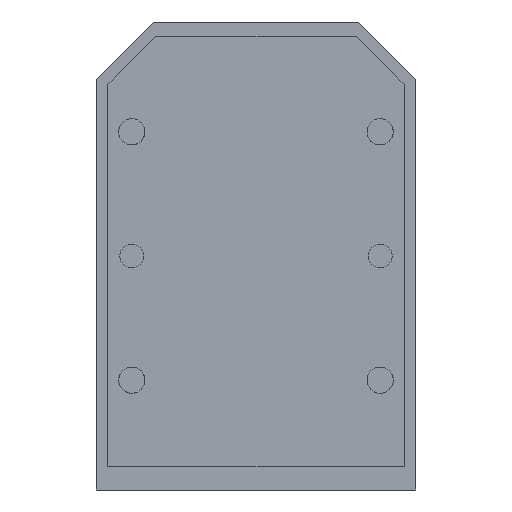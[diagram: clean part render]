
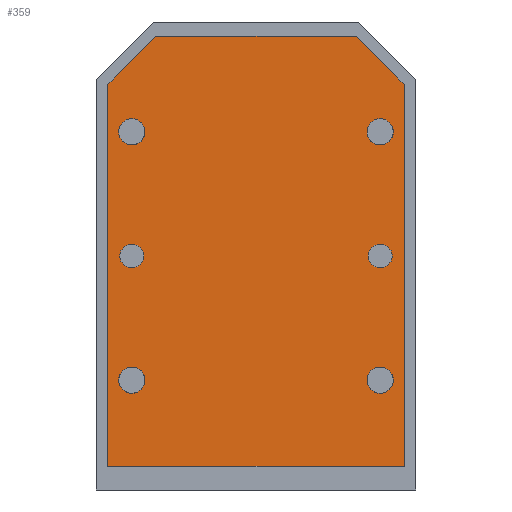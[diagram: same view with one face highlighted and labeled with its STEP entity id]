
A CAD part, left-side view. The second image highlights one B-rep face of the part: STEP entity #359.
In plain terms, the highlighted planar face has unit normal (-1, 0, 0).
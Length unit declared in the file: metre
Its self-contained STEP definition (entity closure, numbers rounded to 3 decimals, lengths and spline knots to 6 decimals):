
#359 = ADVANCED_FACE( '', ( #811, #812, #813, #814, #815, #816, #817 ), #818, .F. );
#811 = FACE_BOUND( '', #1311, .T. );
#812 = FACE_BOUND( '', #1312, .T. );
#813 = FACE_BOUND( '', #1313, .T. );
#814 = FACE_BOUND( '', #1314, .T. );
#815 = FACE_BOUND( '', #1315, .T. );
#816 = FACE_BOUND( '', #1316, .T. );
#817 = FACE_OUTER_BOUND( '', #1317, .T. );
#818 = PLANE( '', #1318 );
#1311 = EDGE_LOOP( '', ( #2109 ) );
#1312 = EDGE_LOOP( '', ( #2110 ) );
#1313 = EDGE_LOOP( '', ( #2111 ) );
#1314 = EDGE_LOOP( '', ( #2112 ) );
#1315 = EDGE_LOOP( '', ( #2113 ) );
#1316 = EDGE_LOOP( '', ( #2114 ) );
#1317 = EDGE_LOOP( '', ( #2115, #2116, #2117, #2118, #2119, #2120 ) );
#1318 = AXIS2_PLACEMENT_3D( '', #2121, #2122, #2123 );
#2109 = ORIENTED_EDGE( '', *, *, #2552, .T. );
#2110 = ORIENTED_EDGE( '', *, *, #2575, .T. );
#2111 = ORIENTED_EDGE( '', *, *, #2493, .T. );
#2112 = ORIENTED_EDGE( '', *, *, #2536, .T. );
#2113 = ORIENTED_EDGE( '', *, *, #2333, .T. );
#2114 = ORIENTED_EDGE( '', *, *, #2576, .T. );
#2115 = ORIENTED_EDGE( '', *, *, #2577, .F. );
#2116 = ORIENTED_EDGE( '', *, *, #2578, .F. );
#2117 = ORIENTED_EDGE( '', *, *, #2456, .F. );
#2118 = ORIENTED_EDGE( '', *, *, #2433, .F. );
#2119 = ORIENTED_EDGE( '', *, *, #2318, .F. );
#2120 = ORIENTED_EDGE( '', *, *, #2438, .F. );
#2121 = CARTESIAN_POINT( '', ( -0.12, 0.031, 0.095 ) );
#2122 = DIRECTION( '', ( 1., 0., 0. ) );
#2123 = DIRECTION( '', ( 0., -0.707, 0.707 ) );
#2318 = EDGE_CURVE( '', #2658, #2660, #2661, .T. );
#2333 = EDGE_CURVE( '', #2683, #2683, #2684, .T. );
#2433 = EDGE_CURVE( '', #2660, #2835, #2836, .T. );
#2438 = EDGE_CURVE( '', #2841, #2658, #2843, .T. );
#2456 = EDGE_CURVE( '', #2835, #2870, #2871, .T. );
#2493 = EDGE_CURVE( '', #2924, #2924, #2925, .T. );
#2536 = EDGE_CURVE( '', #2983, #2983, #2984, .T. );
#2552 = EDGE_CURVE( '', #3002, #3002, #3003, .T. );
#2575 = EDGE_CURVE( '', #3031, #3031, #3032, .T. );
#2576 = EDGE_CURVE( '', #3033, #3033, #3034, .T. );
#2577 = EDGE_CURVE( '', #3035, #2841, #3036, .T. );
#2578 = EDGE_CURVE( '', #2870, #3035, #3037, .T. );
#2658 = VERTEX_POINT( '', #3131 );
#2660 = VERTEX_POINT( '', #3134 );
#2661 = LINE( '', #3135, #3136 );
#2683 = VERTEX_POINT( '', #3163 );
#2684 = CIRCLE( '', #3164, 0.00275 );
#2835 = VERTEX_POINT( '', #3342 );
#2836 = LINE( '', #3343, #3344 );
#2841 = VERTEX_POINT( '', #3351 );
#2843 = LINE( '', #3354, #3355 );
#2870 = VERTEX_POINT( '', #3384 );
#2871 = LINE( '', #3385, #3386 );
#2924 = VERTEX_POINT( '', #3445 );
#2925 = CIRCLE( '', #3446, 0.00275 );
#2983 = VERTEX_POINT( '', #3511 );
#2984 = CIRCLE( '', #3512, 0.00275 );
#3002 = VERTEX_POINT( '', #3533 );
#3003 = CIRCLE( '', #3534, 0.00251 );
#3031 = VERTEX_POINT( '', #3568 );
#3032 = CIRCLE( '', #3569, 0.00251 );
#3033 = VERTEX_POINT( '', #3570 );
#3034 = CIRCLE( '', #3571, 0.00275 );
#3035 = VERTEX_POINT( '', #3572 );
#3036 = LINE( '', #3573, #3574 );
#3037 = LINE( '', #3575, #3576 );
#3131 = CARTESIAN_POINT( '', ( -0.12, 0.021, 0.095 ) );
#3134 = CARTESIAN_POINT( '', ( -0.12, -0.021, 0.095 ) );
#3135 = CARTESIAN_POINT( '', ( -0.12, 0.021, 0.095 ) );
#3136 = VECTOR( '', #3660, 1. );
#3163 = CARTESIAN_POINT( '', ( -0.12, -0.024055, 0.076945 ) );
#3164 = AXIS2_PLACEMENT_3D( '', #3678, #3679, #3680 );
#3342 = CARTESIAN_POINT( '', ( -0.12, -0.031, 0.085 ) );
#3343 = CARTESIAN_POINT( '', ( -0.12, -0.021, 0.095 ) );
#3344 = VECTOR( '', #3816, 1. );
#3351 = CARTESIAN_POINT( '', ( -0.12, 0.031, 0.085 ) );
#3354 = CARTESIAN_POINT( '', ( -0.12, 0.031, 0.085 ) );
#3355 = VECTOR( '', #3820, 1. );
#3384 = CARTESIAN_POINT( '', ( -0.12, -0.031, 0.005 ) );
#3385 = CARTESIAN_POINT( '', ( -0.12, -0.031, 0.085 ) );
#3386 = VECTOR( '', #3847, 1. );
#3445 = CARTESIAN_POINT( '', ( -0.12, 0.027945, 0.024945 ) );
#3446 = AXIS2_PLACEMENT_3D( '', #3899, #3900, #3901 );
#3511 = CARTESIAN_POINT( '', ( -0.12, -0.024055, 0.024945 ) );
#3512 = AXIS2_PLACEMENT_3D( '', #3957, #3958, #3959 );
#3533 = CARTESIAN_POINT( '', ( -0.12, -0.024225, 0.050775 ) );
#3534 = AXIS2_PLACEMENT_3D( '', #3969, #3970, #3971 );
#3568 = CARTESIAN_POINT( '', ( -0.12, 0.027775, 0.050775 ) );
#3569 = AXIS2_PLACEMENT_3D( '', #3990, #3991, #3992 );
#3570 = CARTESIAN_POINT( '', ( -0.12, 0.027945, 0.076945 ) );
#3571 = AXIS2_PLACEMENT_3D( '', #3993, #3994, #3995 );
#3572 = CARTESIAN_POINT( '', ( -0.12, 0.031, 0.005 ) );
#3573 = CARTESIAN_POINT( '', ( -0.12, 0.031, 0.005 ) );
#3574 = VECTOR( '', #3996, 1. );
#3575 = CARTESIAN_POINT( '', ( -0.12, -0.031, 0.005 ) );
#3576 = VECTOR( '', #3997, 1. );
#3660 = DIRECTION( '', ( 0., -1., 0. ) );
#3678 = CARTESIAN_POINT( '', ( -0.12, -0.026, 0.075 ) );
#3679 = DIRECTION( '', ( 1., 0., 0. ) );
#3680 = DIRECTION( '', ( 0., 0.707, 0.707 ) );
#3816 = DIRECTION( '', ( 0., -0.707, -0.707 ) );
#3820 = DIRECTION( '', ( 0., -0.707, 0.707 ) );
#3847 = DIRECTION( '', ( 0., 0., -1. ) );
#3899 = CARTESIAN_POINT( '', ( -0.12, 0.026, 0.023 ) );
#3900 = DIRECTION( '', ( 1., 0., 0. ) );
#3901 = DIRECTION( '', ( 0., 0.707, 0.707 ) );
#3957 = CARTESIAN_POINT( '', ( -0.12, -0.026, 0.023 ) );
#3958 = DIRECTION( '', ( 1., 0., 0. ) );
#3959 = DIRECTION( '', ( 0., 0.707, 0.707 ) );
#3969 = CARTESIAN_POINT( '', ( -0.12, -0.026, 0.049 ) );
#3970 = DIRECTION( '', ( 1., 0., 0. ) );
#3971 = DIRECTION( '', ( 0., 0.707, 0.707 ) );
#3990 = CARTESIAN_POINT( '', ( -0.12, 0.026, 0.049 ) );
#3991 = DIRECTION( '', ( 1., 0., 0. ) );
#3992 = DIRECTION( '', ( 0., 0.707, 0.707 ) );
#3993 = CARTESIAN_POINT( '', ( -0.12, 0.026, 0.075 ) );
#3994 = DIRECTION( '', ( 1., 0., 0. ) );
#3995 = DIRECTION( '', ( 0., 0.707, 0.707 ) );
#3996 = DIRECTION( '', ( 0., 0., 1. ) );
#3997 = DIRECTION( '', ( 0., 1., 0. ) );
